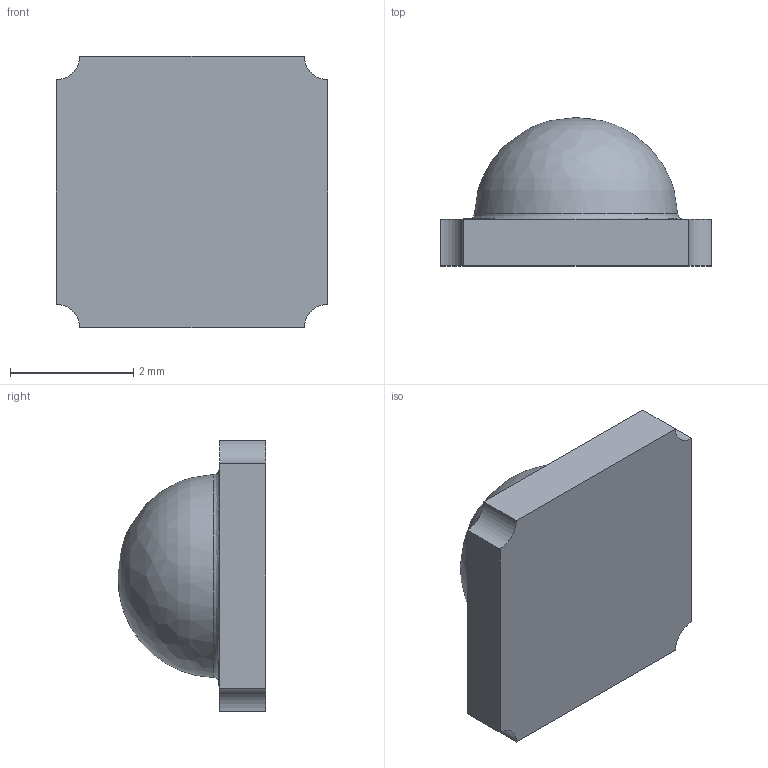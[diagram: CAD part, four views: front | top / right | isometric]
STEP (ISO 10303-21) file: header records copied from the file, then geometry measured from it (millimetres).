
FILE_DESCRIPTION(/* description */ (''),/* implementation_level */ '2;1');
FILE_NAME(/* name */ 'LZ1-00R702-0000.step',/* time_stamp */ '2022-06-10T22:31:13-04:00',/* author */ (''),/* organization */ (''),/* preprocessor_version */ 'ST-DEVELOPER v19',/* originating_system */ 'Autodesk Translation Framework v11.7.0.108',/* authorisation */ '');
FILE_SCHEMA (('AUTOMOTIVE_DESIGN { 1 0 10303 214 3 1 1 }'));
Length unit declared in the file: millimetre
Products named in the file (1): LZ1-00R702-0000
Bounding box: 4.4 x 2.4 x 4.4 mm (x, y, z)
Volume: 23.9 mm3; surface area: 59.2 mm2
Topology: 3 solids, 3 shells, 122 faces, 336 edges, 224 vertices
Faces by surface type: bspline 72, plane 46, cylinder 4
Entity records: 4699 total; most frequent: CARTESIAN_POINT 2011, ORIENTED_EDGE 672, EDGE_CURVE 336, DIRECTION 306, VERTEX_POINT 224, LINE 182, VECTOR 182, B_SPLINE_CURVE_WITH_KNOTS 143
